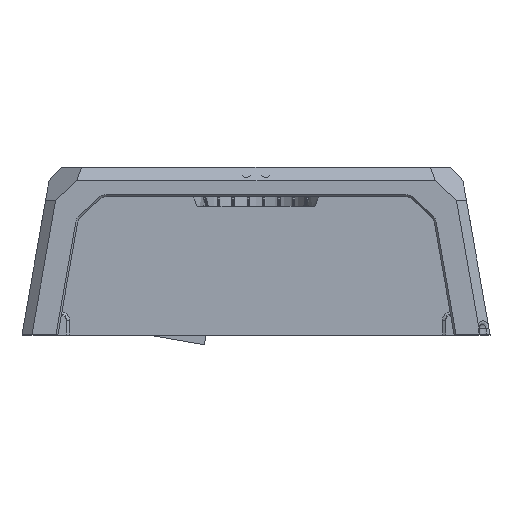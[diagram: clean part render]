
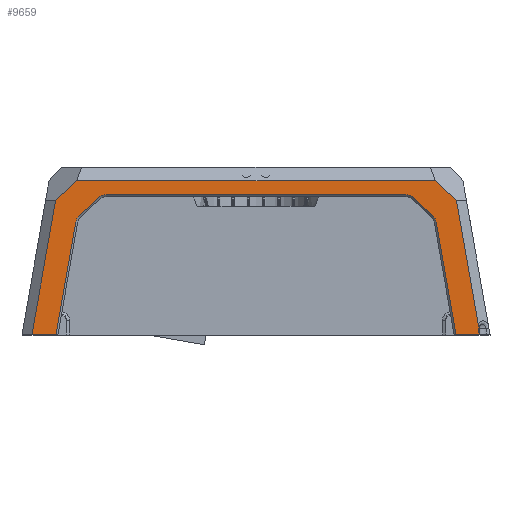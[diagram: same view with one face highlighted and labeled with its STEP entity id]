
A CAD part, top view. The second image highlights one B-rep face of the part: STEP entity #9659.
In plain terms, the highlighted planar face has unit normal (0, 0, 1).
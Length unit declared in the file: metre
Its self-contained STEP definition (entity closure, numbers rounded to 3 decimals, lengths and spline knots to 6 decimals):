
#226=CIRCLE('',#10283,0.006);
#227=CIRCLE('',#10286,0.006);
#228=CIRCLE('',#10289,0.006);
#229=CIRCLE('',#10292,0.006);
#706=B_SPLINE_CURVE_WITH_KNOTS('',3,(#20688,#20689,#20690,#20691,#20692,
#20693),.UNSPECIFIED.,.F.,.F.,(4,2,4),(0.000001,0.158713,
0.317227),.UNSPECIFIED.);
#708=B_SPLINE_CURVE_WITH_KNOTS('',3,(#20820,#20821,#20822,#20823),
 .UNSPECIFIED.,.F.,.F.,(4,4),(0.,0.001703),.UNSPECIFIED.);
#3090=ORIENTED_EDGE('',*,*,#4753,.T.);
#3091=ORIENTED_EDGE('',*,*,#4754,.T.);
#3092=ORIENTED_EDGE('',*,*,#4755,.T.);
#3093=ORIENTED_EDGE('',*,*,#4756,.T.);
#3094=ORIENTED_EDGE('',*,*,#4732,.T.);
#3095=ORIENTED_EDGE('',*,*,#4678,.T.);
#3096=ORIENTED_EDGE('',*,*,#4676,.T.);
#3097=ORIENTED_EDGE('',*,*,#4674,.T.);
#3098=ORIENTED_EDGE('',*,*,#4671,.T.);
#3099=ORIENTED_EDGE('',*,*,#4670,.T.);
#3100=ORIENTED_EDGE('',*,*,#4668,.T.);
#3101=ORIENTED_EDGE('',*,*,#4666,.T.);
#3102=ORIENTED_EDGE('',*,*,#4690,.T.);
#3103=ORIENTED_EDGE('',*,*,#4757,.T.);
#3104=ORIENTED_EDGE('',*,*,#4697,.T.);
#3105=ORIENTED_EDGE('',*,*,#4758,.T.);
#3106=ORIENTED_EDGE('',*,*,#4759,.T.);
#3107=ORIENTED_EDGE('',*,*,#4760,.F.);
#4666=EDGE_CURVE('',#5692,#5693,#226,.T.);
#4668=EDGE_CURVE('',#5694,#5692,#6556,.T.);
#4670=EDGE_CURVE('',#5695,#5694,#227,.T.);
#4671=EDGE_CURVE('',#5696,#5695,#6558,.T.);
#4674=EDGE_CURVE('',#5697,#5696,#228,.T.);
#4676=EDGE_CURVE('',#5698,#5697,#6562,.T.);
#4678=EDGE_CURVE('',#5699,#5698,#229,.T.);
#4690=EDGE_CURVE('',#5693,#5708,#6575,.T.);
#4697=EDGE_CURVE('',#5714,#5715,#706,.T.);
#4732=EDGE_CURVE('',#5736,#5699,#6600,.T.);
#4753=EDGE_CURVE('',#5749,#5750,#6621,.T.);
#4754=EDGE_CURVE('',#5750,#5751,#6622,.T.);
#4755=EDGE_CURVE('',#5751,#5752,#6623,.T.);
#4756=EDGE_CURVE('',#5752,#5736,#6624,.T.);
#4757=EDGE_CURVE('',#5708,#5714,#6625,.T.);
#4758=EDGE_CURVE('',#5715,#5753,#708,.T.);
#4759=EDGE_CURVE('',#5753,#5754,#6626,.T.);
#4760=EDGE_CURVE('',#5749,#5754,#6627,.T.);
#5692=VERTEX_POINT('',#20589);
#5693=VERTEX_POINT('',#20591);
#5694=VERTEX_POINT('',#20595);
#5695=VERTEX_POINT('',#20599);
#5696=VERTEX_POINT('',#20603);
#5697=VERTEX_POINT('',#20607);
#5698=VERTEX_POINT('',#20611);
#5699=VERTEX_POINT('',#20615);
#5708=VERTEX_POINT('',#20640);
#5714=VERTEX_POINT('',#20694);
#5715=VERTEX_POINT('',#20695);
#5736=VERTEX_POINT('',#20768);
#5749=VERTEX_POINT('',#20812);
#5750=VERTEX_POINT('',#20813);
#5751=VERTEX_POINT('',#20815);
#5752=VERTEX_POINT('',#20817);
#5753=VERTEX_POINT('',#20824);
#5754=VERTEX_POINT('',#20826);
#6556=LINE('',#20596,#7471);
#6558=LINE('',#20602,#7473);
#6562=LINE('',#20612,#7477);
#6575=LINE('',#20641,#7490);
#6600=LINE('',#20770,#7515);
#6621=LINE('',#20811,#7536);
#6622=LINE('',#20814,#7537);
#6623=LINE('',#20816,#7538);
#6624=LINE('',#20818,#7539);
#6625=LINE('',#20819,#7540);
#6626=LINE('',#20825,#7541);
#6627=LINE('',#20827,#7542);
#7471=VECTOR('',#12041,1.);
#7473=VECTOR('',#12049,1.);
#7477=VECTOR('',#12059,1.);
#7490=VECTOR('',#12084,1.);
#7515=VECTOR('',#12159,1.);
#7536=VECTOR('',#12196,1.);
#7537=VECTOR('',#12197,1.);
#7538=VECTOR('',#12198,1.);
#7539=VECTOR('',#12199,1.);
#7540=VECTOR('',#12200,1.);
#7541=VECTOR('',#12201,1.);
#7542=VECTOR('',#12202,1.);
#8193=EDGE_LOOP('',(#3090,#3091,#3092,#3093,#3094,#3095,#3096,#3097,#3098,
#3099,#3100,#3101,#3102,#3103,#3104,#3105,#3106,#3107));
#8768=FACE_BOUND('',#8193,.T.);
#9146=PLANE('',#10329);
#9659=ADVANCED_FACE('',(#8768),#9146,.F.);
#10283=AXIS2_PLACEMENT_3D('',#20592,#12036,#12037);
#10286=AXIS2_PLACEMENT_3D('',#20600,#12045,#12046);
#10289=AXIS2_PLACEMENT_3D('',#20608,#12054,#12055);
#10292=AXIS2_PLACEMENT_3D('',#20616,#12063,#12064);
#10329=AXIS2_PLACEMENT_3D('',#20810,#12194,#12195);
#12036=DIRECTION('',(0.,0.,-1.));
#12037=DIRECTION('',(-1.,0.,0.));
#12041=DIRECTION('',(0.732,-0.681,0.));
#12045=DIRECTION('',(0.,0.,-1.));
#12046=DIRECTION('',(-1.,0.,0.));
#12049=DIRECTION('',(1.,0.,0.));
#12054=DIRECTION('',(0.,0.,-1.));
#12055=DIRECTION('',(-1.,0.,0.));
#12059=DIRECTION('',(0.732,0.681,0.));
#12063=DIRECTION('',(0.,0.,-1.));
#12064=DIRECTION('',(-1.,0.,0.));
#12084=DIRECTION('',(0.174,-0.985,0.));
#12159=DIRECTION('',(0.174,0.985,0.));
#12194=DIRECTION('',(0.,0.,-1.));
#12195=DIRECTION('',(0.,-1.,0.));
#12196=DIRECTION('',(-1.,0.,0.));
#12197=DIRECTION('',(-0.732,-0.681,0.));
#12198=DIRECTION('',(-0.174,-0.985,0.));
#12199=DIRECTION('',(1.,0.,0.));
#12200=DIRECTION('',(1.,0.,0.));
#12201=DIRECTION('',(-0.174,0.985,0.));
#12202=DIRECTION('',(0.732,-0.681,0.));
#20589=CARTESIAN_POINT('',(0.089862,0.060372,0.119));
#20591=CARTESIAN_POINT('',(0.091683,0.057022,0.119));
#20592=CARTESIAN_POINT('',(0.085774,0.05598,0.119));
#20595=CARTESIAN_POINT('',(0.080169,0.069392,0.119));
#20596=CARTESIAN_POINT('',(-0.034351,0.175963,0.119));
#20599=CARTESIAN_POINT('',(0.076082,0.071,0.119));
#20600=CARTESIAN_POINT('',(0.076082,0.065,0.119));
#20602=CARTESIAN_POINT('',(-0.119,0.071,0.119));
#20603=CARTESIAN_POINT('',(-0.076082,0.071,0.119));
#20607=CARTESIAN_POINT('',(-0.080169,0.069392,0.119));
#20608=CARTESIAN_POINT('',(-0.076082,0.065,0.119));
#20611=CARTESIAN_POINT('',(-0.089862,0.060372,0.119));
#20612=CARTESIAN_POINT('',(-0.093195,0.05727,0.119));
#20615=CARTESIAN_POINT('',(-0.091683,0.057022,0.119));
#20616=CARTESIAN_POINT('',(-0.085774,0.05598,0.119));
#20640=CARTESIAN_POINT('',(0.101738,0.,0.119));
#20641=CARTESIAN_POINT('',(0.080546,0.120185,0.119));
#20688=CARTESIAN_POINT('',(0.113461,0.,0.119));
#20689=CARTESIAN_POINT('',(0.113428,0.000528,0.119));
#20690=CARTESIAN_POINT('',(0.113392,0.00106,0.119));
#20691=CARTESIAN_POINT('',(0.11331,0.002114,0.119));
#20692=CARTESIAN_POINT('',(0.113264,0.002647,0.119));
#20693=CARTESIAN_POINT('',(0.113213,0.003173,0.119));
#20694=CARTESIAN_POINT('',(0.113461,0.,0.119));
#20695=CARTESIAN_POINT('',(0.113213,0.003173,0.119));
#20768=CARTESIAN_POINT('',(-0.101738,0.,0.119));
#20770=CARTESIAN_POINT('',(-0.087722,0.079485,0.119));
#20810=CARTESIAN_POINT('',(-0.119,0.085,0.119));
#20811=CARTESIAN_POINT('',(-0.081012,0.078,0.119));
#20812=CARTESIAN_POINT('',(0.091199,0.078,0.119));
#20813=CARTESIAN_POINT('',(-0.091199,0.078,0.119));
#20814=CARTESIAN_POINT('',(-0.102607,0.067384,0.119));
#20815=CARTESIAN_POINT('',(-0.10193,0.068013,0.119));
#20816=CARTESIAN_POINT('',(-0.09954,0.081569,0.119));
#20817=CARTESIAN_POINT('',(-0.113923,0.,0.119));
#20818=CARTESIAN_POINT('',(-0.119,0.,0.119));
#20819=CARTESIAN_POINT('',(-0.119,0.,0.119));
#20820=CARTESIAN_POINT('',(0.113213,0.003173,0.119));
#20821=CARTESIAN_POINT('',(0.113157,0.003738,0.119));
#20822=CARTESIAN_POINT('',(0.113162,0.004308,0.119));
#20823=CARTESIAN_POINT('',(0.113064,0.004869,0.119));
#20824=CARTESIAN_POINT('',(0.113064,0.004869,0.119));
#20825=CARTESIAN_POINT('',(0.092364,0.122269,0.119));
#20826=CARTESIAN_POINT('',(0.10193,0.068013,0.119));
#20827=CARTESIAN_POINT('',(-0.024939,0.186077,0.119));
